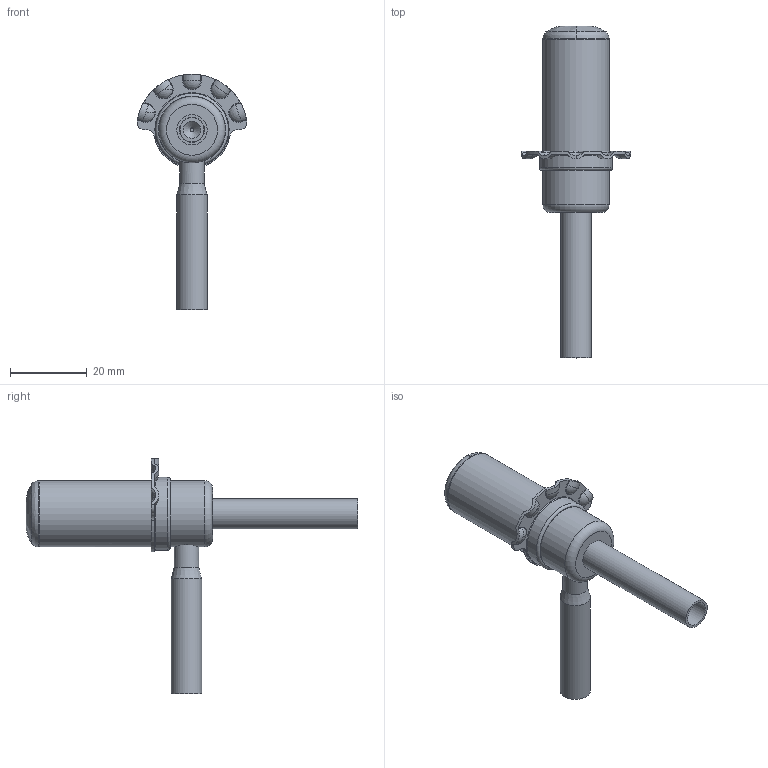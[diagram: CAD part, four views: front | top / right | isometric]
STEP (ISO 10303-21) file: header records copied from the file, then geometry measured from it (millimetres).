
FILE_DESCRIPTION(('TFLEX Exchange Step'),'2;1');
FILE_NAME('DPF2.8C_3.2C ETS.stp', '2023-02-07T15:59:26+03:00',('EXT0102'),('Unknown organisation'),'TFLEX Exchange 2022.1','T-FLEX CAD','Unknown authorisation');
FILE_SCHEMA( ('AUTOMOTIVE_DESIGN { 1 0 10303 214 1 1 1 1 }') );
Length unit declared in the file: millimetre
Products named in the file (1): Nodes
Bounding box: 28.68 x 86.71 x 61.5 mm (x, y, z)
Volume: 3812.8 mm3; surface area: 10117.6 mm2
Topology: 2 solids, 2 shells, 117 faces, 326 edges, 206 vertices
Faces by surface type: cylinder 55, torus 16, plane 15, sphere 14, bspline 12, cone 5
Full cylindrical faces by diameter (mm): 1 x1, 4.5 x1, 5 x1, 6.4 x2, 6.54 x2, 7.94 x2, 8 x1, 14.1 x1, 16.5 x1, 17.3 x1, 17.4 x1, 17.5 x1, 19 x1
Entity records: 5564 total; most frequent: CARTESIAN_POINT 2715, ORIENTED_EDGE 612, DIRECTION 590, EDGE_CURVE 306, AXIS2_PLACEMENT_3D 260, VERTEX_POINT 200, CIRCLE 154, EDGE_LOOP 128
